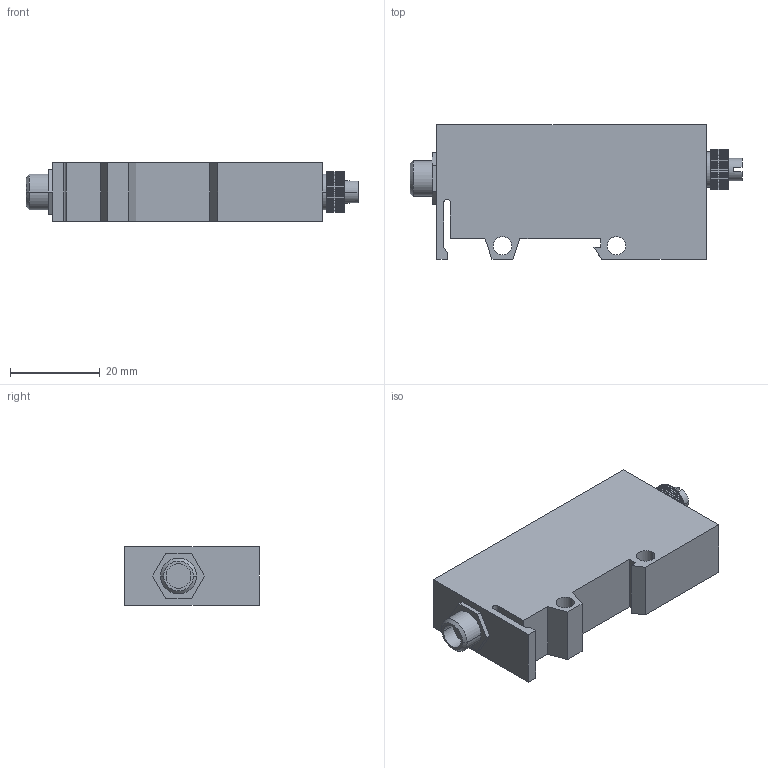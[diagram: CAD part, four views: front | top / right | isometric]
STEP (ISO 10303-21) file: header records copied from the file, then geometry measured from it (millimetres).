
FILE_DESCRIPTION(('STEP AP242'),'1');
FILE_NAME('sensor_xuyaflco966s.stp','2019-09-26T14:00:45',('TraceParts'),('TraceParts S.A.'),'Spatial InterOp 3D',' ',' ');
FILE_SCHEMA(('AP242_MANAGED_MODEL_BASED_3D_ENGINEERING_MIM_LF {1 0 10303 442 1 1 4}'));
Length unit declared in the file: millimetre
Products named in the file (1): sensor_xuyaflco966s
Bounding box: 74 x 30 x 13 mm (x, y, z)
Volume: 21580 mm3; surface area: 7016.3 mm2
Topology: 1 solids, 1 shells, 217 faces, 610 edges, 406 vertices
Faces by surface type: cylinder 151, plane 64, cone 2
Entity records: 8920 total; most frequent: DIRECTION 1358, CARTESIAN_POINT 1234, ORIENTED_EDGE 1220, EDGE_CURVE 610, AXIS2_PLACEMENT_3D 530, VERTEX_POINT 406, CIRCLE 312, LINE 298
